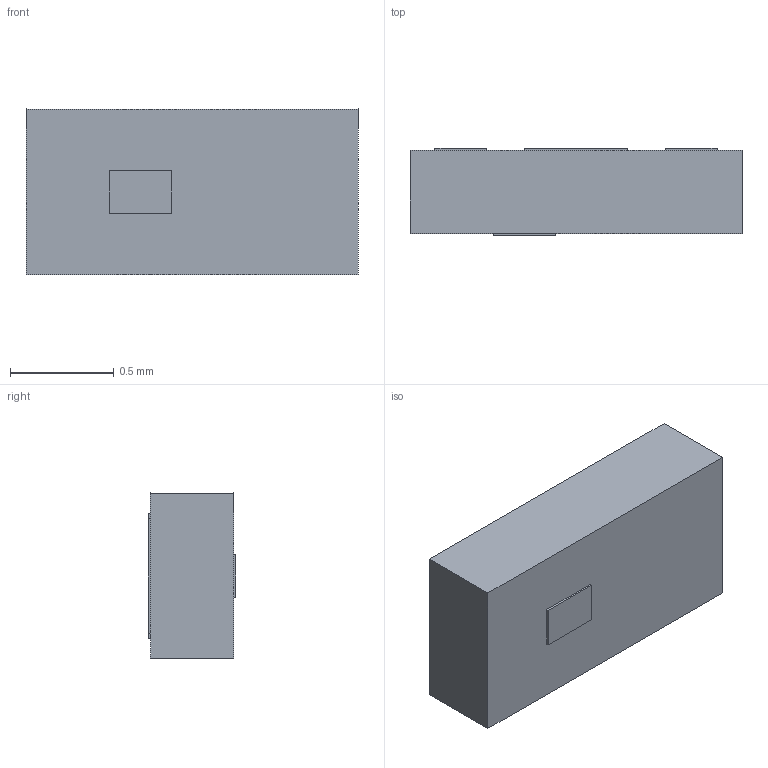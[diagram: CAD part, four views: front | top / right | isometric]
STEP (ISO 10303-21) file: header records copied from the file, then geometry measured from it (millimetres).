
FILE_DESCRIPTION (( 'STEP AP214' ), '1' );
FILE_NAME ('WLA.04.STEP', '2024-11-12T10:34:58', ( '' ), ( '' ), 'SwSTEP 2.0', 'SolidWorks 2022', '' );
FILE_SCHEMA (( 'AUTOMOTIVE_DESIGN' ));
Length unit declared in the file: inch
Products named in the file (1): WLA.04
Bounding box: 1.6 x 0.42 x 0.8 mm (x, y, z)
Surface area: 4.5 mm2 (no closed solid volume)
Topology: 0 solids, 1 shells, 26 faces, 60 edges, 40 vertices
Faces by surface type: plane 26
Entity records: 1089 total; most frequent: CARTESIAN_POINT 127, ORIENTED_EDGE 120, DIRECTION 114, LINE 60, EDGE_CURVE 60, VECTOR 60, VERTEX_POINT 40, EDGE_LOOP 30
